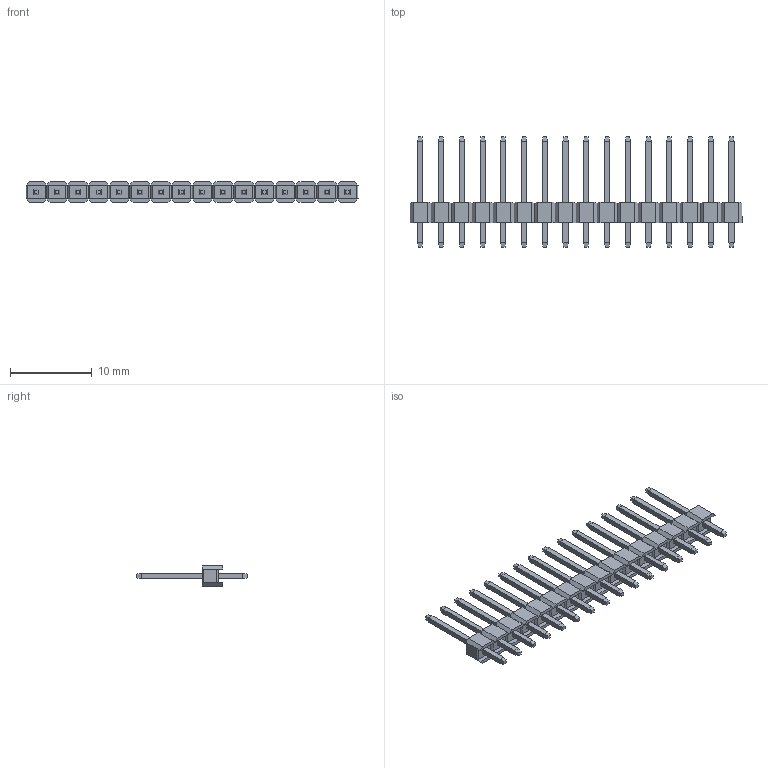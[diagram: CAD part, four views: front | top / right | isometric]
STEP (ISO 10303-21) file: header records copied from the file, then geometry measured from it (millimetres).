
FILE_DESCRIPTION (( 'STEP AP214' ), '1' );
FILE_NAME ('1x16 Male Pin Header.STEP', '2021-11-12T15:33:32', ( 'M.B.I.' ), ( '' ), 'SwSTEP 2.0', '', '' );
FILE_SCHEMA (( 'AUTOMOTIVE_DESIGN' ));
Length unit declared in the file: millimetre
Products named in the file (1): 1x16 Male Pin Header
Bounding box: 40.65 x 13.54 x 2.5 mm (x, y, z)
Volume: 279 mm3; surface area: 1108.6 mm2
Topology: 17 solids, 17 shells, 616 faces, 1582 edges, 1000 vertices
Faces by surface type: plane 616
Entity records: 18316 total; most frequent: CARTESIAN_POINT 3199, ORIENTED_EDGE 3164, DIRECTION 2816, VECTOR 1582, LINE 1582, EDGE_CURVE 1582, VERTEX_POINT 1000, EDGE_LOOP 648
